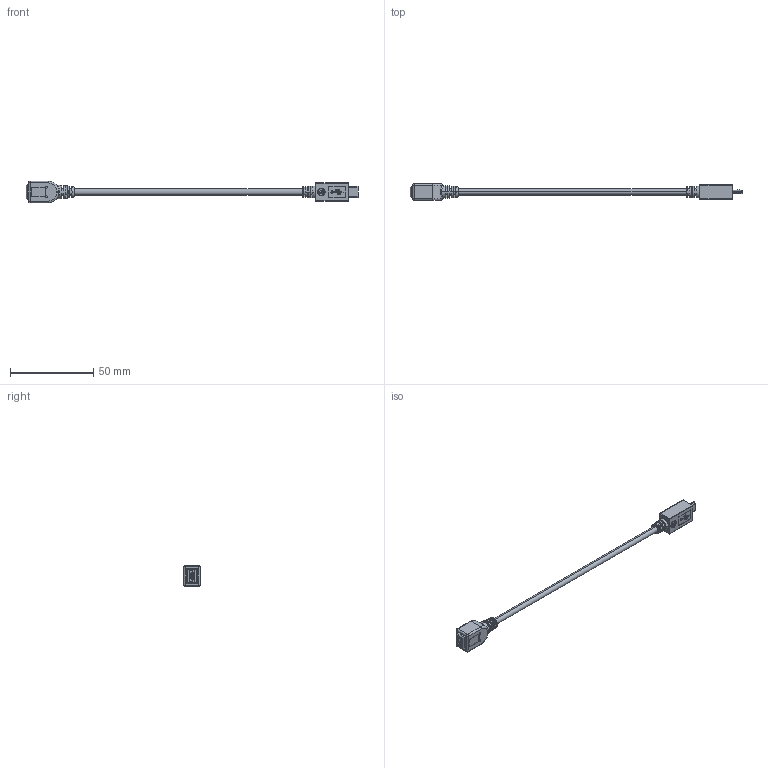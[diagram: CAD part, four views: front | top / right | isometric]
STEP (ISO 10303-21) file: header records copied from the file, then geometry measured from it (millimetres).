
FILE_DESCRIPTION (( 'STEP AP203' ), '1' );
FILE_NAME ('10-00664_revA3.STEP', '2018-11-02T22:12:13', ( '' ), ( '' ), 'SwSTEP 2.0', 'SolidWorks 2015', '' );
FILE_SCHEMA (( 'CONFIG_CONTROL_DESIGN' ));
Length unit declared in the file: millimetre
Products named in the file (11): 50-00429; 24-00024; 50-00431 shell; 30-00088_blunt cut; 50-00429 shell; 50-00431; 50-00429 insulator; 50-00431 outside insulator; 24-00060; 10-00664_revA3; 50-00431 insulator
Assembly tree (10 placements, depth 3):
  10-00664_revA3
    30-00088_blunt cut
    24-00060
    24-00024
    50-00429
      50-00429 insulator
      50-00429 shell
    50-00431
      50-00431 insulator
      50-00431 shell
      50-00431 outside insulator
Bounding box: 198.9 x 10 x 12.8 mm (x, y, z)
Volume: 5887.7 mm3; surface area: 17099.6 mm2
Topology: 62 solids, 62 shells, 1312 faces, 3269 edges, 2084 vertices
Faces by surface type: plane 557, cylinder 408, bspline 227, torus 68, cone 30, sphere 22
Entity records: 46342 total; most frequent: CARTESIAN_POINT 15009, ORIENTED_EDGE 6494, DIRECTION 5805, EDGE_CURVE 3247, VERTEX_POINT 2084, AXIS2_PLACEMENT_3D 2074, LINE 1657, VECTOR 1657
